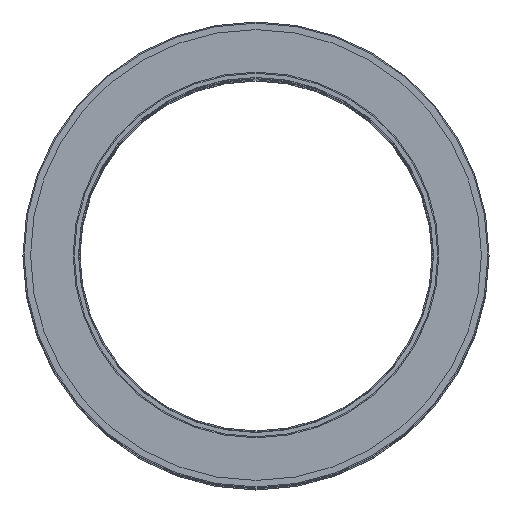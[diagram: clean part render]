
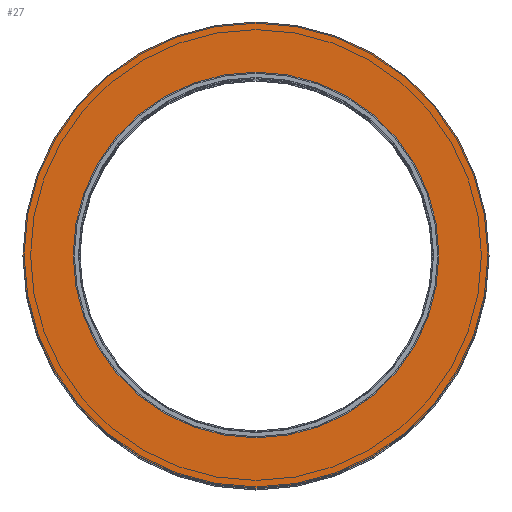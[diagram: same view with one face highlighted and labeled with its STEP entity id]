
A CAD part, top view. The second image highlights one B-rep face of the part: STEP entity #27.
In plain terms, the highlighted planar face has unit normal (0, 0, 1).
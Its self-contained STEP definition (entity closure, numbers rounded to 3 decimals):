
#17 = ORIENTED_EDGE ( 'NONE', *, *, #110, .F. ) ;
#20 = EDGE_LOOP ( 'NONE', ( #22, #17 ) ) ;
#21 = EDGE_LOOP ( 'NONE', ( #23, #25 ) ) ;
#22 = ORIENTED_EDGE ( 'NONE', *, *, #39, .F. ) ;
#23 = ORIENTED_EDGE ( 'NONE', *, *, #54, .T. ) ;
#25 = ORIENTED_EDGE ( 'NONE', *, *, #26, .T. ) ;
#26 = EDGE_CURVE ( 'NONE', #52, #55, #457, .T. ) ;
#27 = ADVANCED_FACE ( 'NONE', ( #510, #509 ), #508, .T. ) ;
#39 = EDGE_CURVE ( 'NONE', #49, #40, #485, .T. ) ;
#40 = VERTEX_POINT ( 'NONE', #545 ) ;
#49 = VERTEX_POINT ( 'NONE', #533 ) ;
#52 = VERTEX_POINT ( 'NONE', #523 ) ;
#54 = EDGE_CURVE ( 'NONE', #55, #52, #521, .T. ) ;
#55 = VERTEX_POINT ( 'NONE', #522 ) ;
#110 = EDGE_CURVE ( 'NONE', #40, #49, #653, .T. ) ;
#457 = CIRCLE ( 'NONE', #514, 206.75 ) ;
#485 = CIRCLE ( 'NONE', #549, 162.25 ) ;
#503 = DIRECTION ( 'NONE',  ( 1., 0., 0. ) ) ;
#504 = DIRECTION ( 'NONE',  ( 0., 0., 1. ) ) ;
#505 = AXIS2_PLACEMENT_3D ( 'NONE', #507, #504, #503 ) ;
#507 = CARTESIAN_POINT ( 'NONE',  ( 0., 162.25, 500. ) ) ;
#508 = PLANE ( 'NONE',  #505 ) ;
#509 = FACE_BOUND ( 'NONE', #20, .T. ) ;
#510 = FACE_OUTER_BOUND ( 'NONE', #21, .T. ) ;
#511 = DIRECTION ( 'NONE',  ( 1., 0., 0. ) ) ;
#512 = DIRECTION ( 'NONE',  ( 0., 0., 1. ) ) ;
#513 = CARTESIAN_POINT ( 'NONE',  ( 0., 0., 500. ) ) ;
#514 = AXIS2_PLACEMENT_3D ( 'NONE', #513, #512, #511 ) ;
#517 = DIRECTION ( 'NONE',  ( 1., 0., 0. ) ) ;
#518 = DIRECTION ( 'NONE',  ( 0., 0., 1. ) ) ;
#519 = CARTESIAN_POINT ( 'NONE',  ( 0., 0., 500. ) ) ;
#520 = AXIS2_PLACEMENT_3D ( 'NONE', #519, #518, #517 ) ;
#521 = CIRCLE ( 'NONE', #520, 206.75 ) ;
#522 = CARTESIAN_POINT ( 'NONE',  ( 206.75, 0., 500. ) ) ;
#523 = CARTESIAN_POINT ( 'NONE',  ( -206.75, 0., 500. ) ) ;
#533 = CARTESIAN_POINT ( 'NONE',  ( 162.25, 0., 500. ) ) ;
#545 = CARTESIAN_POINT ( 'NONE',  ( -162.25, 0., 500. ) ) ;
#546 = DIRECTION ( 'NONE',  ( 1., 0., 0. ) ) ;
#547 = DIRECTION ( 'NONE',  ( 0., 0., 1. ) ) ;
#548 = CARTESIAN_POINT ( 'NONE',  ( 0., 0., 500. ) ) ;
#549 = AXIS2_PLACEMENT_3D ( 'NONE', #548, #547, #546 ) ;
#644 = DIRECTION ( 'NONE',  ( 1., 0., 0. ) ) ;
#645 = DIRECTION ( 'NONE',  ( 0., 0., 1. ) ) ;
#646 = CARTESIAN_POINT ( 'NONE',  ( 0., 0., 500. ) ) ;
#647 = AXIS2_PLACEMENT_3D ( 'NONE', #646, #645, #644 ) ;
#653 = CIRCLE ( 'NONE', #647, 162.25 ) ;
